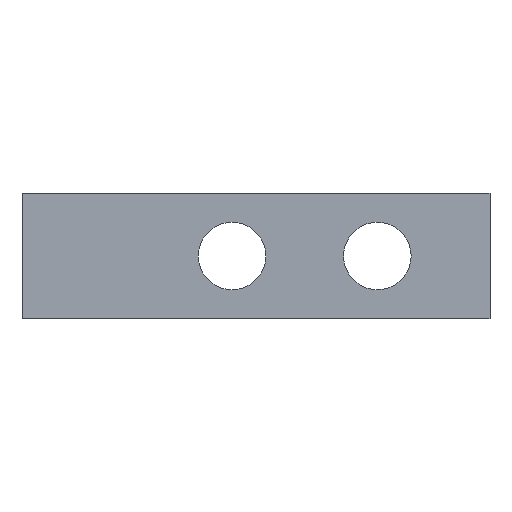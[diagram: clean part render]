
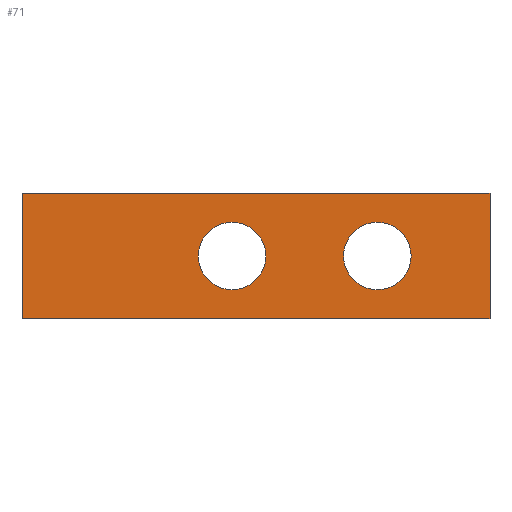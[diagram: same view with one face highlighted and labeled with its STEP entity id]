
A CAD part, front view. The second image highlights one B-rep face of the part: STEP entity #71.
In plain terms, the highlighted planar face has unit normal (0, -1, 0).
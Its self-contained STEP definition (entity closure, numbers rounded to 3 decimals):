
#8 = DIRECTION ( 'NONE',  ( 0., 0., 1. ) ) ;
#9 = CIRCLE ( 'NONE', #1387, 3.5 ) ;
#68 = CARTESIAN_POINT ( 'NONE',  ( 0., 0., -6.5 ) ) ;
#71 = ADVANCED_FACE ( 'NONE', ( #1356, #518, #2212 ), #1880, .F. ) ;
#73 = ORIENTED_EDGE ( 'NONE', *, *, #1506, .F. ) ;
#191 = DIRECTION ( 'NONE',  ( 0., 0., 1. ) ) ;
#192 = ORIENTED_EDGE ( 'NONE', *, *, #1341, .T. ) ;
#295 = EDGE_LOOP ( 'NONE', ( #622, #330 ) ) ;
#306 = DIRECTION ( 'NONE',  ( 0., 0., -1. ) ) ;
#308 = EDGE_LOOP ( 'NONE', ( #1634, #192 ) ) ;
#311 = DIRECTION ( 'NONE',  ( 0., 0., -1. ) ) ;
#315 = VERTEX_POINT ( 'NONE', #1656 ) ;
#322 = CIRCLE ( 'NONE', #1346, 3.5 ) ;
#330 = ORIENTED_EDGE ( 'NONE', *, *, #662, .T. ) ;
#332 = LINE ( 'NONE', #676, #1206 ) ;
#334 = VECTOR ( 'NONE', #1399, 1000. ) ;
#410 = VERTEX_POINT ( 'NONE', #968 ) ;
#415 = DIRECTION ( 'NONE',  ( 1., 0., 0. ) ) ;
#458 = DIRECTION ( 'NONE',  ( 0., 1., 0. ) ) ;
#484 = EDGE_LOOP ( 'NONE', ( #901, #73, #1872, #1160 ) ) ;
#491 = CARTESIAN_POINT ( 'NONE',  ( 0., 0., 6.5 ) ) ;
#518 = FACE_BOUND ( 'NONE', #308, .T. ) ;
#589 = VERTEX_POINT ( 'NONE', #1100 ) ;
#622 = ORIENTED_EDGE ( 'NONE', *, *, #649, .T. ) ;
#649 = EDGE_CURVE ( 'NONE', #2132, #589, #1409, .T. ) ;
#662 = EDGE_CURVE ( 'NONE', #589, #2132, #1095, .T. ) ;
#676 = CARTESIAN_POINT ( 'NONE',  ( 0., 0., 6.5 ) ) ;
#710 = DIRECTION ( 'NONE',  ( 0., 1., 0. ) ) ;
#762 = CARTESIAN_POINT ( 'NONE',  ( 48.5, 0., 6.5 ) ) ;
#778 = VERTEX_POINT ( 'NONE', #1500 ) ;
#813 = AXIS2_PLACEMENT_3D ( 'NONE', #1485, #940, #2007 ) ;
#874 = VERTEX_POINT ( 'NONE', #1145 ) ;
#901 = ORIENTED_EDGE ( 'NONE', *, *, #1839, .T. ) ;
#918 = EDGE_CURVE ( 'NONE', #1676, #410, #332, .T. ) ;
#934 = CARTESIAN_POINT ( 'NONE',  ( 21.775, 0., 3.5 ) ) ;
#940 = DIRECTION ( 'NONE',  ( 0., 1., 0. ) ) ;
#968 = CARTESIAN_POINT ( 'NONE',  ( 0., 0., -6.5 ) ) ;
#1028 = AXIS2_PLACEMENT_3D ( 'NONE', #1107, #458, #1815 ) ;
#1049 = VECTOR ( 'NONE', #306, 1000. ) ;
#1056 = VERTEX_POINT ( 'NONE', #1379 ) ;
#1064 = AXIS2_PLACEMENT_3D ( 'NONE', #2053, #710, #8 ) ;
#1095 = CIRCLE ( 'NONE', #813, 3.5 ) ;
#1100 = CARTESIAN_POINT ( 'NONE',  ( 21.775, 0., -3.5 ) ) ;
#1107 = CARTESIAN_POINT ( 'NONE',  ( 21.775, 0., 0. ) ) ;
#1145 = CARTESIAN_POINT ( 'NONE',  ( 36.825, 0., 3.5 ) ) ;
#1160 = ORIENTED_EDGE ( 'NONE', *, *, #918, .T. ) ;
#1206 = VECTOR ( 'NONE', #311, 1000. ) ;
#1219 = EDGE_CURVE ( 'NONE', #874, #1056, #322, .T. ) ;
#1259 = LINE ( 'NONE', #68, #334 ) ;
#1341 = EDGE_CURVE ( 'NONE', #1056, #874, #9, .T. ) ;
#1346 = AXIS2_PLACEMENT_3D ( 'NONE', #2200, #2213, #191 ) ;
#1356 = FACE_BOUND ( 'NONE', #295, .T. ) ;
#1379 = CARTESIAN_POINT ( 'NONE',  ( 36.825, 0., -3.5 ) ) ;
#1387 = AXIS2_PLACEMENT_3D ( 'NONE', #1908, #2075, #1920 ) ;
#1399 = DIRECTION ( 'NONE',  ( 1., 0., 0. ) ) ;
#1409 = CIRCLE ( 'NONE', #1028, 3.5 ) ;
#1423 = LINE ( 'NONE', #1949, #1831 ) ;
#1485 = CARTESIAN_POINT ( 'NONE',  ( 21.775, 0., 0. ) ) ;
#1500 = CARTESIAN_POINT ( 'NONE',  ( 48.5, 0., -6.5 ) ) ;
#1506 = EDGE_CURVE ( 'NONE', #315, #778, #1607, .T. ) ;
#1607 = LINE ( 'NONE', #762, #1049 ) ;
#1634 = ORIENTED_EDGE ( 'NONE', *, *, #1219, .T. ) ;
#1656 = CARTESIAN_POINT ( 'NONE',  ( 48.5, 0., 6.5 ) ) ;
#1676 = VERTEX_POINT ( 'NONE', #491 ) ;
#1815 = DIRECTION ( 'NONE',  ( 0., 0., 1. ) ) ;
#1831 = VECTOR ( 'NONE', #415, 1000. ) ;
#1839 = EDGE_CURVE ( 'NONE', #410, #778, #1259, .T. ) ;
#1857 = EDGE_CURVE ( 'NONE', #1676, #315, #1423, .T. ) ;
#1872 = ORIENTED_EDGE ( 'NONE', *, *, #1857, .F. ) ;
#1880 = PLANE ( 'NONE',  #1064 ) ;
#1908 = CARTESIAN_POINT ( 'NONE',  ( 36.825, 0., 0. ) ) ;
#1920 = DIRECTION ( 'NONE',  ( 0., 0., 1. ) ) ;
#1949 = CARTESIAN_POINT ( 'NONE',  ( 0., 0., 6.5 ) ) ;
#2007 = DIRECTION ( 'NONE',  ( 0., 0., 1. ) ) ;
#2053 = CARTESIAN_POINT ( 'NONE',  ( 0., 0., 6.5 ) ) ;
#2075 = DIRECTION ( 'NONE',  ( 0., 1., 0. ) ) ;
#2132 = VERTEX_POINT ( 'NONE', #934 ) ;
#2200 = CARTESIAN_POINT ( 'NONE',  ( 36.825, 0., 0. ) ) ;
#2212 = FACE_OUTER_BOUND ( 'NONE', #484, .T. ) ;
#2213 = DIRECTION ( 'NONE',  ( 0., 1., 0. ) ) ;
